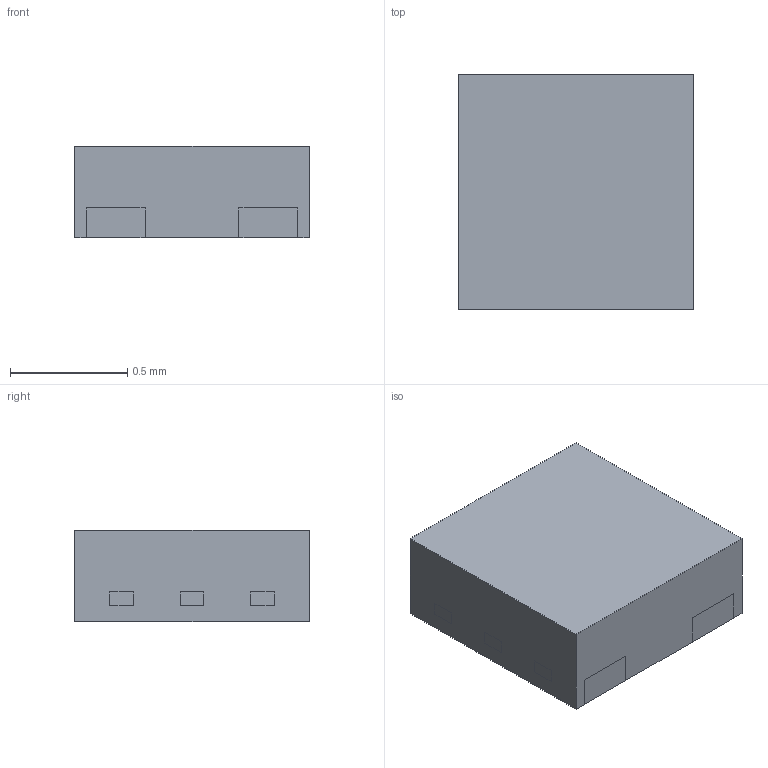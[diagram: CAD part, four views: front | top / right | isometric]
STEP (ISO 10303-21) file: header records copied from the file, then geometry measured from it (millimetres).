
FILE_DESCRIPTION(/* description */ (''),/* implementation_level */ '2;1');
FILE_NAME(/* name */ 'DFN1010H4-4_STP',/* time_stamp */ '2020-09-14T09:51:26+08:00',/* author */ ('Wei Wu'),/* organization */ ('Diodes'),/* preprocessor_version */ 'ST-DEVELOPER v16.7',/* originating_system */ 'DEX',/* authorisation */ $);
FILE_SCHEMA (('AUTOMOTIVE_DESIGN {1 0 10303 214 3 1 1}'));
Length unit declared in the file: millimetre
Products named in the file (3): DFN1010H4-4; Compound_0; LF_0
Assembly tree (2 placements, depth 2):
  DFN1010H4-4
    Compound_0
    LF_0
Bounding box: 1 x 1 x 0.39 mm (x, y, z)
Volume: 0.4 mm3; surface area: 6.6 mm2
Topology: 6 solids, 6 shells, 151 faces, 424 edges, 282 vertices
Faces by surface type: plane 135, cylinder 16
Entity records: 5440 total; most frequent: CARTESIAN_POINT 860, ORIENTED_EDGE 848, DIRECTION 764, EDGE_CURVE 424, LINE 392, VECTOR 392, VERTEX_POINT 282, AXIS2_PLACEMENT_3D 186
